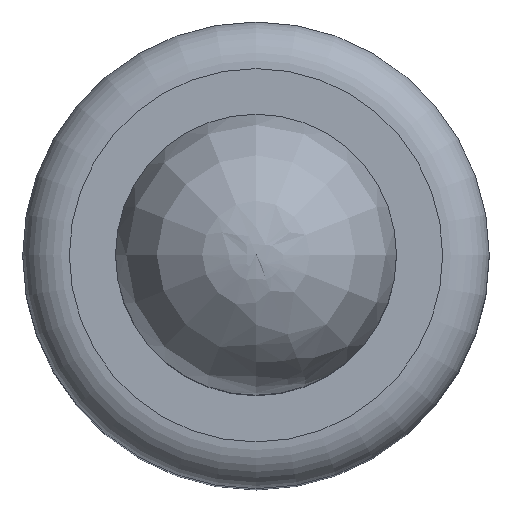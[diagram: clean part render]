
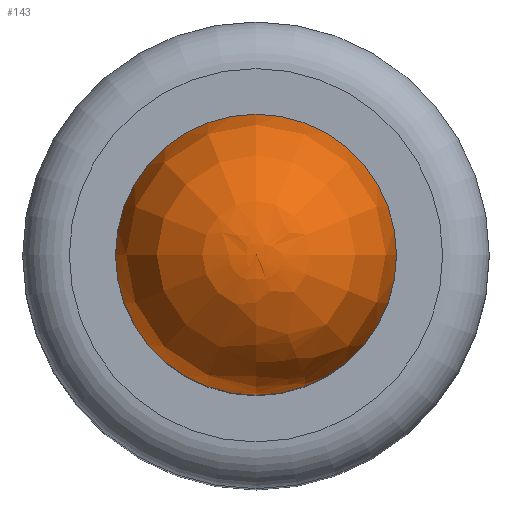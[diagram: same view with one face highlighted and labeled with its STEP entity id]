
A CAD part, top view. The second image highlights one B-rep face of the part: STEP entity #143.
In plain terms, the highlighted free-form (B-spline) face has degree [2, 2] with [5, 9] control points.
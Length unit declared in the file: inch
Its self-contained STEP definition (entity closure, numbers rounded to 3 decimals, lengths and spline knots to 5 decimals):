
#21=(
BOUNDED_SURFACE()
B_SPLINE_SURFACE(2,2,((#266,#267,#268,#269,#270,#271,#272,#273,#274),(#275,
#276,#277,#278,#279,#280,#281,#282,#283),(#284,#285,#286,#287,#288,#289,
#290,#291,#292),(#293,#294,#295,#296,#297,#298,#299,#300,#301),(#302,#303,
#304,#305,#306,#307,#308,#309,#310)),.UNSPECIFIED.,.F.,.T.,.F.)
B_SPLINE_SURFACE_WITH_KNOTS((3,2,3),(3,2,2,2,3),(0.,
0.78675,1.5735),(-3.14159,-1.5708,
0.,1.5708,3.14159),.UNSPECIFIED.)
GEOMETRIC_REPRESENTATION_ITEM()
RATIONAL_B_SPLINE_SURFACE(((1.,0.707,1.,0.707,1.,
0.707,1.,0.707,1.),(0.924,0.653,
0.924,0.653,0.924,0.653,
0.924,0.653,0.924),(1.,0.707,
1.,0.707,1.,0.707,1.,0.707,1.),(0.924,
0.653,0.924,0.653,0.924,
0.653,0.924,0.653,0.924),
(1.,0.707,1.,0.707,1.,0.707,1.,0.707,
1.)))
REPRESENTATION_ITEM('')
SURFACE()
);
#30=FACE_OUTER_BOUND('',#40,.T.);
#40=EDGE_LOOP('',(#124,#125,#126));
#61=CIRCLE('',#169,0.01778);
#67=CIRCLE('',#177,0.01773);
#74=VERTEX_POINT('',#249);
#80=VERTEX_POINT('',#311);
#88=EDGE_CURVE('',#74,#74,#61,.T.);
#97=EDGE_CURVE('',#80,#74,#67,.T.);
#124=ORIENTED_EDGE('',*,*,#97,.T.);
#125=ORIENTED_EDGE('',*,*,#88,.F.);
#126=ORIENTED_EDGE('',*,*,#97,.F.);
#143=ADVANCED_FACE('',(#30),#21,.F.);
#169=AXIS2_PLACEMENT_3D('',#250,#202,#203);
#177=AXIS2_PLACEMENT_3D('',#312,#221,#222);
#202=DIRECTION('center_axis',(0.,0.,
-1.));
#203=DIRECTION('ref_axis',(0.,1.,0.));
#221=DIRECTION('center_axis',(1.,0.,0.));
#222=DIRECTION('ref_axis',(0.,-1.,0.));
#249=CARTESIAN_POINT('',(0.,-0.01778,0.13975));
#250=CARTESIAN_POINT('Origin',(0.,0.,0.13975));
#266=CARTESIAN_POINT('Ctrl Pts',(0.,-0.01778,
0.13975));
#267=CARTESIAN_POINT('Ctrl Pts',(0.01778,-0.01778,
0.13975));
#268=CARTESIAN_POINT('Ctrl Pts',(0.01778,0.,
0.13975));
#269=CARTESIAN_POINT('Ctrl Pts',(0.01778,0.01778,
0.13975));
#270=CARTESIAN_POINT('Ctrl Pts',(0.,0.01778,
0.13975));
#271=CARTESIAN_POINT('Ctrl Pts',(-0.01778,0.01778,
0.13975));
#272=CARTESIAN_POINT('Ctrl Pts',(-0.01778,0.,
0.13975));
#273=CARTESIAN_POINT('Ctrl Pts',(-0.01778,-0.01778,
0.13975));
#274=CARTESIAN_POINT('Ctrl Pts',(0.,-0.01778,
0.13975));
#275=CARTESIAN_POINT('Ctrl Pts',(0.,-0.01778,
0.14711));
#276=CARTESIAN_POINT('Ctrl Pts',(0.01778,-0.01778,0.14711));
#277=CARTESIAN_POINT('Ctrl Pts',(0.01778,0.,
0.14711));
#278=CARTESIAN_POINT('Ctrl Pts',(0.01778,0.01778,
0.14711));
#279=CARTESIAN_POINT('Ctrl Pts',(0.,0.01778,
0.14711));
#280=CARTESIAN_POINT('Ctrl Pts',(-0.01778,0.01778,
0.14711));
#281=CARTESIAN_POINT('Ctrl Pts',(-0.01778,0.,
0.14711));
#282=CARTESIAN_POINT('Ctrl Pts',(-0.01778,-0.01778,
0.14711));
#283=CARTESIAN_POINT('Ctrl Pts',(0.,-0.01778,
0.14711));
#284=CARTESIAN_POINT('Ctrl Pts',(0.,-0.01257,
0.1523));
#285=CARTESIAN_POINT('Ctrl Pts',(0.01257,-0.01257,
0.1523));
#286=CARTESIAN_POINT('Ctrl Pts',(0.01257,0.,
0.1523));
#287=CARTESIAN_POINT('Ctrl Pts',(0.01257,0.01257,
0.1523));
#288=CARTESIAN_POINT('Ctrl Pts',(0.,0.01257,
0.1523));
#289=CARTESIAN_POINT('Ctrl Pts',(-0.01257,0.01257,
0.1523));
#290=CARTESIAN_POINT('Ctrl Pts',(-0.01257,0.,
0.1523));
#291=CARTESIAN_POINT('Ctrl Pts',(-0.01257,-0.01257,
0.1523));
#292=CARTESIAN_POINT('Ctrl Pts',(0.,-0.01257,
0.1523));
#293=CARTESIAN_POINT('Ctrl Pts',(0.,-0.00736,
0.1575));
#294=CARTESIAN_POINT('Ctrl Pts',(0.00736,-0.00736,
0.1575));
#295=CARTESIAN_POINT('Ctrl Pts',(0.00736,0.,
0.1575));
#296=CARTESIAN_POINT('Ctrl Pts',(0.00736,0.00736,
0.1575));
#297=CARTESIAN_POINT('Ctrl Pts',(0.,0.00736,
0.1575));
#298=CARTESIAN_POINT('Ctrl Pts',(-0.00736,0.00736,
0.1575));
#299=CARTESIAN_POINT('Ctrl Pts',(-0.00736,0.,
0.1575));
#300=CARTESIAN_POINT('Ctrl Pts',(-0.00736,-0.00736,
0.1575));
#301=CARTESIAN_POINT('Ctrl Pts',(0.,-0.00736,
0.1575));
#302=CARTESIAN_POINT('Ctrl Pts',(0.,0.,
0.15748));
#303=CARTESIAN_POINT('Ctrl Pts',(0.,0.,
0.15748));
#304=CARTESIAN_POINT('Ctrl Pts',(0.,0.,
0.15748));
#305=CARTESIAN_POINT('Ctrl Pts',(0.,0.,
0.15748));
#306=CARTESIAN_POINT('Ctrl Pts',(0.,0.,
0.15748));
#307=CARTESIAN_POINT('Ctrl Pts',(0.,0.,
0.15748));
#308=CARTESIAN_POINT('Ctrl Pts',(0.,0.,
0.15748));
#309=CARTESIAN_POINT('Ctrl Pts',(0.,0.,
0.15748));
#310=CARTESIAN_POINT('Ctrl Pts',(0.,0.,
0.15748));
#311=CARTESIAN_POINT('',(0.,0.,0.15748));
#312=CARTESIAN_POINT('Origin',(0.,-0.00005,
0.13975));
